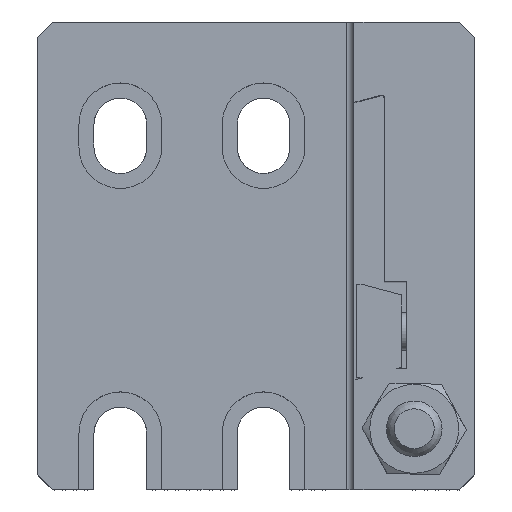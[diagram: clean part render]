
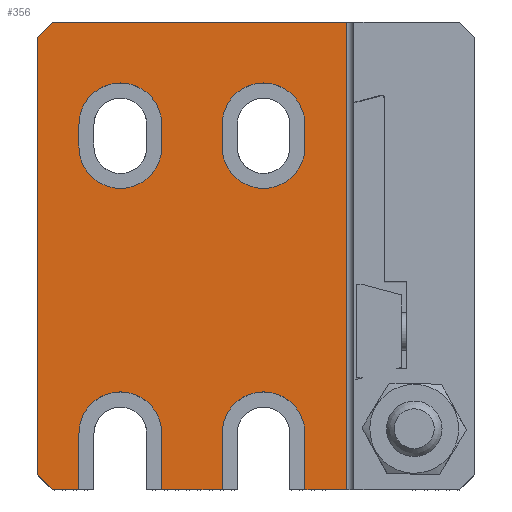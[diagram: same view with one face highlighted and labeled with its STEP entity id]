
A CAD part, top view. The second image highlights one B-rep face of the part: STEP entity #356.
In plain terms, the highlighted planar face has unit normal (0, 0, 1).
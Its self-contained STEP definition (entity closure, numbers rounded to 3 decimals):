
#82=FACE_BOUND('',#1075,.T.);
#83=FACE_BOUND('',#1076,.T.);
#84=FACE_BOUND('',#1077,.T.);
#219=CIRCLE('',#5315,5.5);
#220=CIRCLE('',#5316,5.5);
#221=CIRCLE('',#5317,5.5);
#222=CIRCLE('',#5318,5.5);
#223=CIRCLE('',#5319,5.5);
#224=CIRCLE('',#5320,5.5);
#356=ADVANCED_FACE('',(#82,#83,#84),#613,.T.);
#613=PLANE('',#5321);
#1075=EDGE_LOOP('',(#1809,#1810,#1811,#1812,#1813,#1814,#1815,#1816,#1817,
#1818,#1819,#1820,#1821,#1822));
#1076=EDGE_LOOP('',(#1823,#1824,#1825,#1826));
#1077=EDGE_LOOP('',(#1827,#1828,#1829,#1830));
#1809=ORIENTED_EDGE('',*,*,#3436,.F.);
#1810=ORIENTED_EDGE('',*,*,#3686,.T.);
#1811=ORIENTED_EDGE('',*,*,#3454,.F.);
#1812=ORIENTED_EDGE('',*,*,#3687,.T.);
#1813=ORIENTED_EDGE('',*,*,#3542,.F.);
#1814=ORIENTED_EDGE('',*,*,#3688,.T.);
#1815=ORIENTED_EDGE('',*,*,#3288,.F.);
#1816=ORIENTED_EDGE('',*,*,#3689,.F.);
#1817=ORIENTED_EDGE('',*,*,#3690,.F.);
#1818=ORIENTED_EDGE('',*,*,#3691,.F.);
#1819=ORIENTED_EDGE('',*,*,#3376,.F.);
#1820=ORIENTED_EDGE('',*,*,#3692,.F.);
#1821=ORIENTED_EDGE('',*,*,#3693,.F.);
#1822=ORIENTED_EDGE('',*,*,#3694,.F.);
#1823=ORIENTED_EDGE('',*,*,#3695,.F.);
#1824=ORIENTED_EDGE('',*,*,#3696,.F.);
#1825=ORIENTED_EDGE('',*,*,#3697,.F.);
#1826=ORIENTED_EDGE('',*,*,#3698,.F.);
#1827=ORIENTED_EDGE('',*,*,#3699,.F.);
#1828=ORIENTED_EDGE('',*,*,#3700,.F.);
#1829=ORIENTED_EDGE('',*,*,#3701,.F.);
#1830=ORIENTED_EDGE('',*,*,#3702,.F.);
#2785=VERTEX_POINT('',#7055);
#2786=VERTEX_POINT('',#7056);
#2831=VERTEX_POINT('',#7172);
#2861=VERTEX_POINT('',#7232);
#2908=VERTEX_POINT('',#7353);
#2909=VERTEX_POINT('',#7355);
#2926=VERTEX_POINT('',#7390);
#2927=VERTEX_POINT('',#7392);
#3011=VERTEX_POINT('',#7566);
#3012=VERTEX_POINT('',#7567);
#3107=VERTEX_POINT('',#7855);
#3108=VERTEX_POINT('',#7857);
#3109=VERTEX_POINT('',#7860);
#3110=VERTEX_POINT('',#7862);
#3111=VERTEX_POINT('',#7865);
#3112=VERTEX_POINT('',#7866);
#3113=VERTEX_POINT('',#7868);
#3114=VERTEX_POINT('',#7870);
#3115=VERTEX_POINT('',#7873);
#3116=VERTEX_POINT('',#7874);
#3117=VERTEX_POINT('',#7876);
#3118=VERTEX_POINT('',#7878);
#3288=EDGE_CURVE('',#2785,#2786,#4028,.T.);
#3376=EDGE_CURVE('',#2861,#2831,#4103,.T.);
#3436=EDGE_CURVE('',#2908,#2909,#4148,.T.);
#3454=EDGE_CURVE('',#2926,#2927,#4166,.T.);
#3542=EDGE_CURVE('',#3011,#3012,#4253,.T.);
#3686=EDGE_CURVE('',#2908,#2927,#4376,.T.);
#3687=EDGE_CURVE('',#2926,#3012,#4377,.T.);
#3688=EDGE_CURVE('',#3011,#2786,#4378,.T.);
#3689=EDGE_CURVE('',#3107,#2785,#4379,.T.);
#3690=EDGE_CURVE('',#3108,#3107,#219,.T.);
#3691=EDGE_CURVE('',#2831,#3108,#4380,.T.);
#3692=EDGE_CURVE('',#3109,#2861,#4381,.T.);
#3693=EDGE_CURVE('',#3110,#3109,#220,.T.);
#3694=EDGE_CURVE('',#2909,#3110,#4382,.T.);
#3695=EDGE_CURVE('',#3111,#3112,#221,.T.);
#3696=EDGE_CURVE('',#3113,#3111,#4383,.T.);
#3697=EDGE_CURVE('',#3114,#3113,#222,.T.);
#3698=EDGE_CURVE('',#3112,#3114,#4384,.T.);
#3699=EDGE_CURVE('',#3115,#3116,#223,.T.);
#3700=EDGE_CURVE('',#3117,#3115,#4385,.T.);
#3701=EDGE_CURVE('',#3118,#3117,#224,.T.);
#3702=EDGE_CURVE('',#3116,#3118,#4386,.T.);
#4028=LINE('',#7054,#4617);
#4103=LINE('',#7233,#4692);
#4148=LINE('',#7354,#4737);
#4166=LINE('',#7391,#4755);
#4253=LINE('',#7565,#4842);
#4376=LINE('',#7851,#4965);
#4377=LINE('',#7852,#4966);
#4378=LINE('',#7853,#4967);
#4379=LINE('',#7854,#4968);
#4380=LINE('',#7858,#4969);
#4381=LINE('',#7859,#4970);
#4382=LINE('',#7863,#4971);
#4383=LINE('',#7867,#4972);
#4384=LINE('',#7871,#4973);
#4385=LINE('',#7875,#4974);
#4386=LINE('',#7879,#4975);
#4617=VECTOR('',#5636,1.);
#4692=VECTOR('',#5765,1.);
#4737=VECTOR('',#5868,1.);
#4755=VECTOR('',#5888,1.);
#4842=VECTOR('',#5981,1.);
#4965=VECTOR('',#6238,1.);
#4966=VECTOR('',#6239,1.);
#4967=VECTOR('',#6240,1.);
#4968=VECTOR('',#6241,1.);
#4969=VECTOR('',#6244,1.);
#4970=VECTOR('',#6245,1.);
#4971=VECTOR('',#6248,1.);
#4972=VECTOR('',#6251,1.);
#4973=VECTOR('',#6254,1.);
#4974=VECTOR('',#6257,1.);
#4975=VECTOR('',#6260,1.);
#5315=AXIS2_PLACEMENT_3D('',#7856,#6242,#6243);
#5316=AXIS2_PLACEMENT_3D('',#7861,#6246,#6247);
#5317=AXIS2_PLACEMENT_3D('',#7864,#6249,#6250);
#5318=AXIS2_PLACEMENT_3D('',#7869,#6252,#6253);
#5319=AXIS2_PLACEMENT_3D('',#7872,#6255,#6256);
#5320=AXIS2_PLACEMENT_3D('',#7877,#6258,#6259);
#5321=AXIS2_PLACEMENT_3D('',#7880,#6261,#6262);
#5636=DIRECTION('',(-1.,0.,0.));
#5765=DIRECTION('',(-1.,0.,0.));
#5868=DIRECTION('',(-1.,0.,0.));
#5888=DIRECTION('',(1.,0.,0.));
#5981=DIRECTION('',(0.,1.,0.));
#6238=DIRECTION('',(0.,1.,0.));
#6239=DIRECTION('',(-0.707,-0.707,0.));
#6240=DIRECTION('',(0.707,-0.707,0.));
#6241=DIRECTION('',(0.,-1.,0.));
#6242=DIRECTION('',(0.,0.,1.));
#6243=DIRECTION('',(1.,0.,0.));
#6244=DIRECTION('',(0.,1.,0.));
#6245=DIRECTION('',(0.,-1.,0.));
#6246=DIRECTION('',(0.,0.,1.));
#6247=DIRECTION('',(1.,0.,0.));
#6248=DIRECTION('',(0.,1.,0.));
#6249=DIRECTION('',(0.,0.,1.));
#6250=DIRECTION('',(1.,0.,0.));
#6251=DIRECTION('',(0.,1.,0.));
#6252=DIRECTION('',(0.,0.,1.));
#6253=DIRECTION('',(1.,0.,0.));
#6254=DIRECTION('',(0.,-1.,0.));
#6255=DIRECTION('',(0.,0.,1.));
#6256=DIRECTION('',(1.,0.,0.));
#6257=DIRECTION('',(0.,1.,0.));
#6258=DIRECTION('',(0.,0.,1.));
#6259=DIRECTION('',(1.,0.,0.));
#6260=DIRECTION('',(0.,-1.,0.));
#6261=DIRECTION('',(0.,0.,1.));
#6262=DIRECTION('',(-1.,0.,0.));
#7054=CARTESIAN_POINT('',(29.,0.,11.));
#7055=CARTESIAN_POINT('',(5.5,0.,11.));
#7056=CARTESIAN_POINT('',(2.,0.,11.));
#7172=CARTESIAN_POINT('',(16.5,0.,11.));
#7232=CARTESIAN_POINT('',(24.5,0.,11.));
#7233=CARTESIAN_POINT('',(29.,0.,11.));
#7353=CARTESIAN_POINT('',(41.,0.,11.));
#7354=CARTESIAN_POINT('',(29.,0.,11.));
#7355=CARTESIAN_POINT('',(35.5,0.,11.));
#7390=CARTESIAN_POINT('',(2.,62.,11.));
#7391=CARTESIAN_POINT('',(29.,62.,11.));
#7392=CARTESIAN_POINT('',(41.,62.,11.));
#7565=CARTESIAN_POINT('',(0.,31.,11.));
#7566=CARTESIAN_POINT('',(0.,2.,11.));
#7567=CARTESIAN_POINT('',(0.,60.,11.));
#7851=CARTESIAN_POINT('',(41.,62.,11.));
#7852=CARTESIAN_POINT('',(0.,60.,11.));
#7853=CARTESIAN_POINT('',(0.,2.,11.));
#7854=CARTESIAN_POINT('',(5.5,31.,11.));
#7855=CARTESIAN_POINT('',(5.5,7.5,11.));
#7856=CARTESIAN_POINT('',(11.,7.5,11.));
#7857=CARTESIAN_POINT('',(16.5,7.5,11.));
#7858=CARTESIAN_POINT('',(16.5,31.,11.));
#7859=CARTESIAN_POINT('',(24.5,31.,11.));
#7860=CARTESIAN_POINT('',(24.5,7.5,11.));
#7861=CARTESIAN_POINT('',(30.,7.5,11.));
#7862=CARTESIAN_POINT('',(35.5,7.5,11.));
#7863=CARTESIAN_POINT('',(35.5,31.,11.));
#7864=CARTESIAN_POINT('',(11.,48.5,11.));
#7865=CARTESIAN_POINT('',(16.5,48.5,11.));
#7866=CARTESIAN_POINT('',(5.5,48.5,11.));
#7867=CARTESIAN_POINT('',(16.5,31.,11.));
#7868=CARTESIAN_POINT('',(16.5,45.5,11.));
#7869=CARTESIAN_POINT('',(11.,45.5,11.));
#7870=CARTESIAN_POINT('',(5.5,45.5,11.));
#7871=CARTESIAN_POINT('',(5.5,31.,11.));
#7872=CARTESIAN_POINT('',(30.,48.5,11.));
#7873=CARTESIAN_POINT('',(35.5,48.5,11.));
#7874=CARTESIAN_POINT('',(24.5,48.5,11.));
#7875=CARTESIAN_POINT('',(35.5,31.,11.));
#7876=CARTESIAN_POINT('',(35.5,45.5,11.));
#7877=CARTESIAN_POINT('',(30.,45.5,11.));
#7878=CARTESIAN_POINT('',(24.5,45.5,11.));
#7879=CARTESIAN_POINT('',(24.5,31.,11.));
#7880=CARTESIAN_POINT('',(29.,31.,11.));
